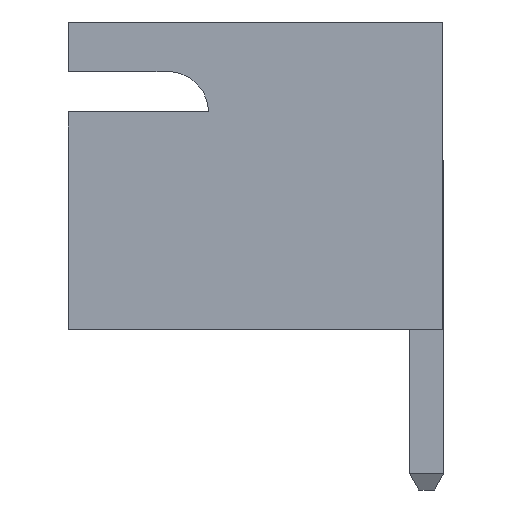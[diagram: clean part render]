
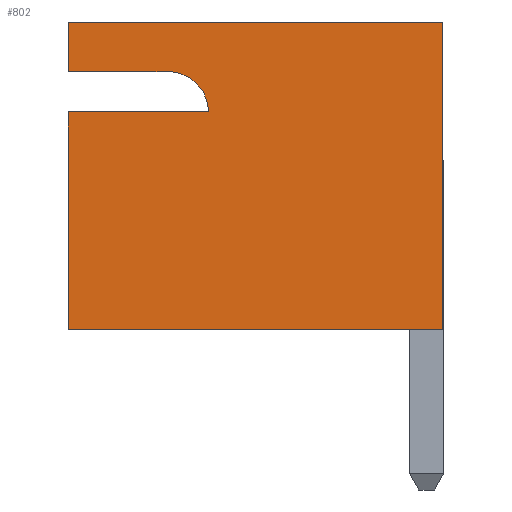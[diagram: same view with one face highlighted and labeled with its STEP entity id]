
A CAD part, left-side view. The second image highlights one B-rep face of the part: STEP entity #802.
In plain terms, the highlighted planar face has unit normal (-1, 0, 0).
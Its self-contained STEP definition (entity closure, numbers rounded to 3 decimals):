
#47 = CARTESIAN_POINT ( 'NONE',  ( -8.77, 7., 2.875 ) ) ;
#238 = CARTESIAN_POINT ( 'NONE',  ( -8.77, 7., 2.875 ) ) ;
#307 = EDGE_CURVE ( 'NONE', #2112, #1812, #494, .T. ) ;
#347 = VECTOR ( 'NONE', #3533, 1000. ) ;
#352 = DIRECTION ( 'NONE',  ( 0., -1., 0. ) ) ;
#394 = DIRECTION ( 'NONE',  ( 1., 0., 0. ) ) ;
#494 = LINE ( 'NONE', #1631, #998 ) ;
#500 = EDGE_LOOP ( 'NONE', ( #880, #1593, #1700, #1454, #2658, #584, #2398, #2541 ) ) ;
#584 = ORIENTED_EDGE ( 'NONE', *, *, #2975, .T. ) ;
#599 = VERTEX_POINT ( 'NONE', #1071 ) ;
#624 = EDGE_CURVE ( 'NONE', #2429, #599, #627, .T. ) ;
#627 = LINE ( 'NONE', #910, #1080 ) ;
#641 = DIRECTION ( 'NONE',  ( 0., 0., -1. ) ) ;
#711 = CARTESIAN_POINT ( 'NONE',  ( -8.77, 0., 2.875 ) ) ;
#736 = DIRECTION ( 'NONE',  ( -1., 0., 0. ) ) ;
#764 = DIRECTION ( 'NONE',  ( 0., -1., 0. ) ) ;
#802 = ADVANCED_FACE ( 'NONE', ( #1564 ), #987, .F. ) ;
#880 = ORIENTED_EDGE ( 'NONE', *, *, #307, .F. ) ;
#910 = CARTESIAN_POINT ( 'NONE',  ( -8.77, 5.134, 1.947 ) ) ;
#987 = PLANE ( 'NONE',  #1150 ) ;
#998 = VECTOR ( 'NONE', #3532, 1000. ) ;
#1071 = CARTESIAN_POINT ( 'NONE',  ( -8.77, 7., 1.947 ) ) ;
#1077 = LINE ( 'NONE', #1756, #1501 ) ;
#1080 = VECTOR ( 'NONE', #1767, 1000. ) ;
#1150 = AXIS2_PLACEMENT_3D ( 'NONE', #1494, #394, #2648 ) ;
#1161 = CARTESIAN_POINT ( 'NONE',  ( -8.77, 0., -2.875 ) ) ;
#1165 = VECTOR ( 'NONE', #352, 1000. ) ;
#1222 = VECTOR ( 'NONE', #764, 1000. ) ;
#1320 = EDGE_CURVE ( 'NONE', #1812, #2429, #2509, .T. ) ;
#1454 = ORIENTED_EDGE ( 'NONE', *, *, #3328, .F. ) ;
#1494 = CARTESIAN_POINT ( 'NONE',  ( -8.77, 7., -2.875 ) ) ;
#1501 = VECTOR ( 'NONE', #641, 1000. ) ;
#1564 = FACE_OUTER_BOUND ( 'NONE', #500, .T. ) ;
#1576 = DIRECTION ( 'NONE',  ( 0., -1., 0. ) ) ;
#1593 = ORIENTED_EDGE ( 'NONE', *, *, #1655, .T. ) ;
#1631 = CARTESIAN_POINT ( 'NONE',  ( -8.77, 7., 1.193 ) ) ;
#1655 = EDGE_CURVE ( 'NONE', #2112, #2472, #2942, .T. ) ;
#1700 = ORIENTED_EDGE ( 'NONE', *, *, #2865, .T. ) ;
#1756 = CARTESIAN_POINT ( 'NONE',  ( -8.77, 0., 2.875 ) ) ;
#1767 = DIRECTION ( 'NONE',  ( 0., 1., 0. ) ) ;
#1812 = VERTEX_POINT ( 'NONE', #3042 ) ;
#1826 = VERTEX_POINT ( 'NONE', #1161 ) ;
#1873 = CARTESIAN_POINT ( 'NONE',  ( -8.77, 7., 1.193 ) ) ;
#1891 = LINE ( 'NONE', #238, #2717 ) ;
#2016 = VERTEX_POINT ( 'NONE', #3297 ) ;
#2112 = VERTEX_POINT ( 'NONE', #1873 ) ;
#2113 = CARTESIAN_POINT ( 'NONE',  ( -8.77, 5.134, 1.193 ) ) ;
#2117 = CARTESIAN_POINT ( 'NONE',  ( -8.77, 7., -2.875 ) ) ;
#2398 = ORIENTED_EDGE ( 'NONE', *, *, #624, .F. ) ;
#2429 = VERTEX_POINT ( 'NONE', #3472 ) ;
#2433 = VERTEX_POINT ( 'NONE', #711 ) ;
#2472 = VERTEX_POINT ( 'NONE', #3301 ) ;
#2509 = CIRCLE ( 'NONE', #2802, 0.754 ) ;
#2541 = ORIENTED_EDGE ( 'NONE', *, *, #1320, .F. ) ;
#2648 = DIRECTION ( 'NONE',  ( 0., 1., 0. ) ) ;
#2658 = ORIENTED_EDGE ( 'NONE', *, *, #3279, .F. ) ;
#2717 = VECTOR ( 'NONE', #3248, 1000. ) ;
#2802 = AXIS2_PLACEMENT_3D ( 'NONE', #2113, #736, #1576 ) ;
#2814 = LINE ( 'NONE', #47, #1165 ) ;
#2865 = EDGE_CURVE ( 'NONE', #2472, #1826, #3270, .T. ) ;
#2942 = LINE ( 'NONE', #3512, #347 ) ;
#2975 = EDGE_CURVE ( 'NONE', #2016, #599, #1891, .T. ) ;
#3042 = CARTESIAN_POINT ( 'NONE',  ( -8.77, 4.38, 1.193 ) ) ;
#3248 = DIRECTION ( 'NONE',  ( 0., 0., -1. ) ) ;
#3270 = LINE ( 'NONE', #2117, #1222 ) ;
#3279 = EDGE_CURVE ( 'NONE', #2016, #2433, #2814, .T. ) ;
#3297 = CARTESIAN_POINT ( 'NONE',  ( -8.77, 7., 2.875 ) ) ;
#3301 = CARTESIAN_POINT ( 'NONE',  ( -8.77, 7., -2.875 ) ) ;
#3328 = EDGE_CURVE ( 'NONE', #2433, #1826, #1077, .T. ) ;
#3472 = CARTESIAN_POINT ( 'NONE',  ( -8.77, 5.134, 1.947 ) ) ;
#3512 = CARTESIAN_POINT ( 'NONE',  ( -8.77, 7., 1.193 ) ) ;
#3532 = DIRECTION ( 'NONE',  ( 0., -1., 0. ) ) ;
#3533 = DIRECTION ( 'NONE',  ( 0., 0., -1. ) ) ;
